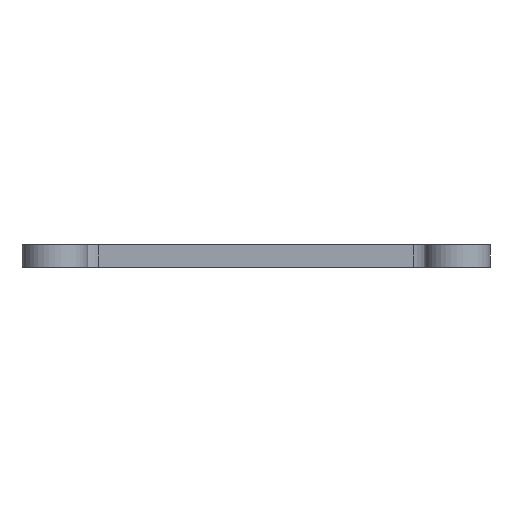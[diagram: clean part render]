
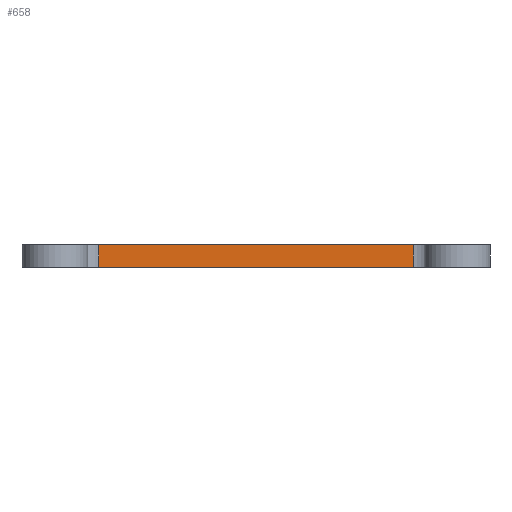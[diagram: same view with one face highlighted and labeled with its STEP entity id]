
A CAD part, front view. The second image highlights one B-rep face of the part: STEP entity #658.
In plain terms, the highlighted planar face has unit normal (0, -1, 0).
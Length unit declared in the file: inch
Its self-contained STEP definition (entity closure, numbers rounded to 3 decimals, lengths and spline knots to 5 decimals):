
#177 = AXIS2_PLACEMENT_3D ( 'NONE', #4584, #897, #2844 ) ;
#186 = CARTESIAN_POINT ( 'NONE',  ( -7.125, -0.5, 0.5 ) ) ;
#188 = CARTESIAN_POINT ( 'NONE',  ( -8.3125, -0.5, 0.5 ) ) ;
#193 = VERTEX_POINT ( 'NONE', #527 ) ;
#220 = FACE_OUTER_BOUND ( 'NONE', #704, .T. ) ;
#398 = DIRECTION ( 'NONE',  ( -1., 0., 0. ) ) ;
#527 = CARTESIAN_POINT ( 'NONE',  ( 7.125, -0.5, 0.5 ) ) ;
#658 = ADVANCED_FACE ( 'NONE', ( #220 ), #1354, .F. ) ;
#696 = DIRECTION ( 'NONE',  ( 0., 0., 1. ) ) ;
#704 = EDGE_LOOP ( 'NONE', ( #928, #4838, #4596, #2802 ) ) ;
#897 = DIRECTION ( 'NONE',  ( 0., 1., 0. ) ) ;
#928 = ORIENTED_EDGE ( 'NONE', *, *, #4946, .T. ) ;
#1020 = VECTOR ( 'NONE', #696, 39.37008 ) ;
#1179 = CARTESIAN_POINT ( 'NONE',  ( 7.125, -0.5, -0.5 ) ) ;
#1354 = PLANE ( 'NONE',  #177 ) ;
#1650 = DIRECTION ( 'NONE',  ( -1., 0., 0. ) ) ;
#1654 = CARTESIAN_POINT ( 'NONE',  ( -7.125, -0.5, -0.5 ) ) ;
#1973 = CARTESIAN_POINT ( 'NONE',  ( -7.125, -0.5, -0.5 ) ) ;
#2122 = EDGE_CURVE ( 'NONE', #2555, #3448, #3974, .T. ) ;
#2142 = CARTESIAN_POINT ( 'NONE',  ( 7.125, -0.5, -0.5 ) ) ;
#2346 = LINE ( 'NONE', #2142, #1020 ) ;
#2497 = DIRECTION ( 'NONE',  ( 0., 0., -1. ) ) ;
#2555 = VERTEX_POINT ( 'NONE', #1179 ) ;
#2667 = VECTOR ( 'NONE', #1650, 39.37008 ) ;
#2802 = ORIENTED_EDGE ( 'NONE', *, *, #4145, .T. ) ;
#2844 = DIRECTION ( 'NONE',  ( 0., 0., 1. ) ) ;
#3003 = VERTEX_POINT ( 'NONE', #186 ) ;
#3448 = VERTEX_POINT ( 'NONE', #1973 ) ;
#3555 = CARTESIAN_POINT ( 'NONE',  ( -8.3125, -0.5, -0.5 ) ) ;
#3682 = LINE ( 'NONE', #1654, #4098 ) ;
#3974 = LINE ( 'NONE', #3555, #2667 ) ;
#4085 = VECTOR ( 'NONE', #398, 39.37008 ) ;
#4098 = VECTOR ( 'NONE', #2497, 39.37008 ) ;
#4145 = EDGE_CURVE ( 'NONE', #2555, #193, #2346, .T. ) ;
#4432 = LINE ( 'NONE', #188, #4085 ) ;
#4446 = EDGE_CURVE ( 'NONE', #3003, #3448, #3682, .T. ) ;
#4584 = CARTESIAN_POINT ( 'NONE',  ( -8.3125, -0.5, -0.5 ) ) ;
#4596 = ORIENTED_EDGE ( 'NONE', *, *, #2122, .F. ) ;
#4838 = ORIENTED_EDGE ( 'NONE', *, *, #4446, .T. ) ;
#4946 = EDGE_CURVE ( 'NONE', #193, #3003, #4432, .T. ) ;
